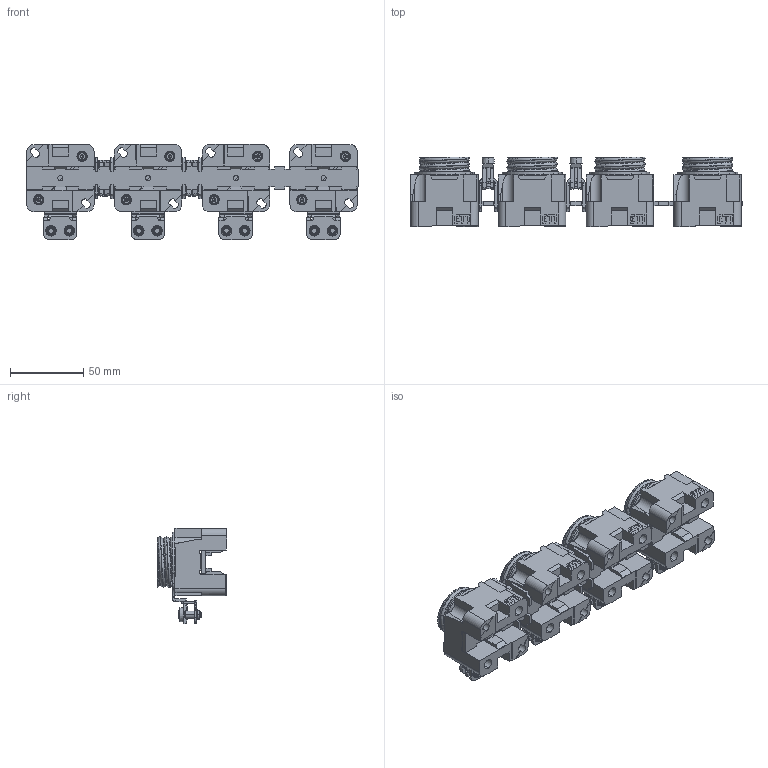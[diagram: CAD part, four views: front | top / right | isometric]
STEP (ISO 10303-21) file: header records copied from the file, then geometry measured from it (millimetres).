
FILE_DESCRIPTION((''),'2;1');
FILE_NAME('002323112_SET_EZR_63_4P_ASM','2021-10-22T',('marketing.praksa'),('Audax d.o.o.'),'CREO PARAMETRIC BY PTC INC, 2017480','CREO PARAMETRIC BY PTC INC, 2017480','');
FILE_SCHEMA(('AUTOMOTIVE_DESIGN { 1 0 10303 214 1 1 1 1 }'));
Length unit declared in the file: millimetre
Products named in the file (14): 0000006986_1; 0000006983_1_1_2; 0000006971_1_1_2; 0000006970_1_1_2; 0000011680_1_1_2; 0000060159_1_1_2; 0000059958_1_1_2_3_4_5_6_7_8_11; PRT9574; 0000006985_ASM_1_1_2_ASM; 0000006977_1_1_2; 0000006482_1_1_2; 0000012160_1_1_2; 0000006974_ASM_1_1_2_ASM; 002323112_SET_EZR_63_4P_ASM
Assembly tree (21 placements, depth 3):
  002323112_SET_EZR_63_4P_ASM
    0000006986_1
    0000006985_ASM_1_1_2_ASM  x4
      0000006983_1_1_2
      0000006971_1_1_2
      0000006970_1_1_2
      0000011680_1_1_2
      0000060159_1_1_2
      0000059958_1_1_2_3_4_5_6_7_8_11
      PRT9574
    0000006974_ASM_1_1_2_ASM  x2
      0000006977_1_1_2
      0000006482_1_1_2
      0000012160_1_1_2
Bounding box: 227 x 47.7 x 65 mm (x, y, z)
Volume: 177275.5 mm3; surface area: 111780 mm2
Topology: 57 solids, 89 shells, 3406 faces, 9456 edges, 6228 vertices
Faces by surface type: plane 2142, cylinder 892, cone 200, torus 120, bspline 36, sphere 16
Entity records: 52950 total; most frequent: CARTESIAN_POINT 11070, ORIENTED_EDGE 5326, DIRECTION 5037, PRESENTATION_STYLE_ASSIGNMENT 3328, STYLED_ITEM 3328, EDGE_CURVE 2680, CURVE_STYLE 2430, VECTOR 1901
